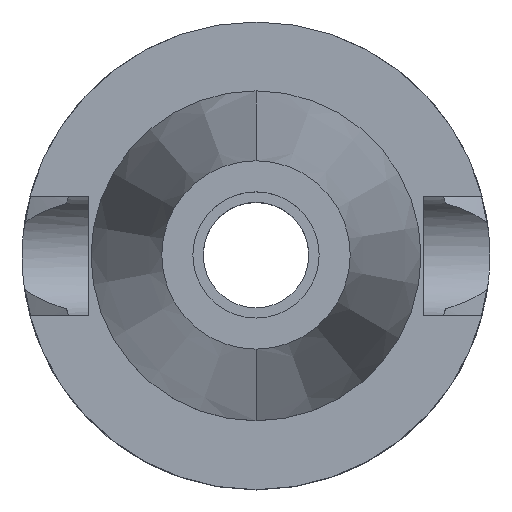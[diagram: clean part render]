
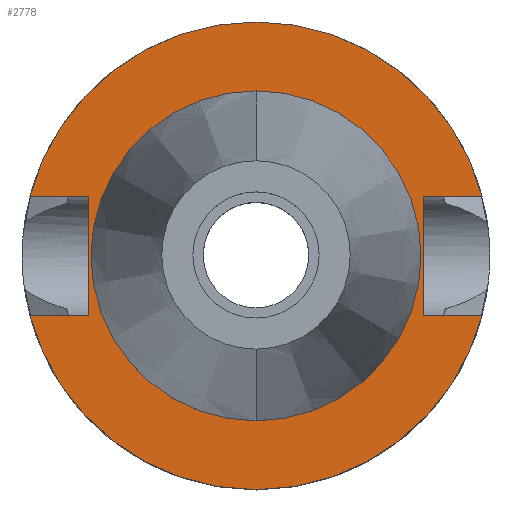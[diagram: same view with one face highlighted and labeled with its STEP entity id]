
A CAD part, top view. The second image highlights one B-rep face of the part: STEP entity #2778.
In plain terms, the highlighted planar face has unit normal (0, 0, 1).
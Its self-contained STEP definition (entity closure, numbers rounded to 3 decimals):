
#94=DIRECTION('',(0.,1.,0.));
#95=VECTOR('',#94,16.1);
#96=CARTESIAN_POINT('',(-22.5,-8.05,-2.));
#97=LINE('',#96,#95);
#101=DIRECTION('',(-1.,0.,0.));
#102=VECTOR('',#101,7.954);
#103=CARTESIAN_POINT('',(-22.5,8.05,-2.));
#104=LINE('',#103,#102);
#108=CARTESIAN_POINT('',(0.,0.,-2.));
#109=DIRECTION('',(0.,0.,-1.));
#110=DIRECTION('',(-0.967,0.256,0.));
#111=AXIS2_PLACEMENT_3D('',#108,#109,#110);
#116=CARTESIAN_POINT('',(0.,0.,-2.));
#117=DIRECTION('',(0.,0.,-1.));
#118=DIRECTION('',(0.,1.,0.));
#119=AXIS2_PLACEMENT_3D('',#116,#117,#118);
#124=DIRECTION('',(0.,-1.,0.));
#125=VECTOR('',#124,16.1);
#126=CARTESIAN_POINT('',(22.5,8.05,-2.));
#127=LINE('',#126,#125);
#131=DIRECTION('',(1.,0.,0.));
#132=VECTOR('',#131,7.954);
#133=CARTESIAN_POINT('',(22.5,-8.05,-2.));
#134=LINE('',#133,#132);
#138=CARTESIAN_POINT('',(0.,0.,-2.));
#139=DIRECTION('',(0.,0.,-1.));
#140=DIRECTION('',(0.967,-0.256,0.));
#141=AXIS2_PLACEMENT_3D('',#138,#139,#140);
#146=CARTESIAN_POINT('',(0.,0.,-2.));
#147=DIRECTION('',(0.,0.,-1.));
#148=DIRECTION('',(0.,-1.,0.));
#149=AXIS2_PLACEMENT_3D('',#146,#147,#148);
#154=CARTESIAN_POINT('',(0.,0.,-2.));
#155=DIRECTION('',(0.,0.,1.));
#156=DIRECTION('',(0.,-1.,0.));
#157=AXIS2_PLACEMENT_3D('',#154,#155,#156);
#162=CARTESIAN_POINT('',(0.,0.,-2.));
#163=DIRECTION('',(0.,0.,1.));
#164=DIRECTION('',(0.,1.,0.));
#165=AXIS2_PLACEMENT_3D('',#162,#163,#164);
#200=DIRECTION('',(-1.,0.,0.));
#201=VECTOR('',#200,7.954);
#202=CARTESIAN_POINT('',(-22.5,-8.05,-2.));
#203=LINE('',#202,#201);
#337=DIRECTION('',(1.,0.,0.));
#338=VECTOR('',#337,7.954);
#339=CARTESIAN_POINT('',(22.5,8.05,-2.));
#340=LINE('',#339,#338);
#2599=CARTESIAN_POINT('',(-22.5,-8.05,-2.));
#2600=VERTEX_POINT('',#2599);
#2601=CARTESIAN_POINT('',(-30.454,-8.05,-2.));
#2602=VERTEX_POINT('',#2601);
#2605=CARTESIAN_POINT('',(-22.5,8.05,-2.));
#2606=VERTEX_POINT('',#2605);
#2607=CARTESIAN_POINT('',(-30.454,8.05,-2.));
#2608=VERTEX_POINT('',#2607);
#2609=CARTESIAN_POINT('',(0.,31.5,-2.));
#2610=CARTESIAN_POINT('',(30.454,8.05,-2.));
#2611=VERTEX_POINT('',#2609);
#2612=VERTEX_POINT('',#2610);
#2613=CARTESIAN_POINT('',(22.5,8.05,-2.));
#2614=VERTEX_POINT('',#2613);
#2615=CARTESIAN_POINT('',(22.5,-8.05,-2.));
#2616=VERTEX_POINT('',#2615);
#2617=CARTESIAN_POINT('',(30.454,-8.05,-2.));
#2618=VERTEX_POINT('',#2617);
#2619=CARTESIAN_POINT('',(0.,-31.5,-2.));
#2620=VERTEX_POINT('',#2619);
#2621=CARTESIAN_POINT('',(0.,-22.225,-2.));
#2622=CARTESIAN_POINT('',(0.,22.225,-2.));
#2623=VERTEX_POINT('',#2621);
#2624=VERTEX_POINT('',#2622);
#2747=CARTESIAN_POINT('',(0.,0.,-2.));
#2748=DIRECTION('',(0.,0.,-1.));
#2749=DIRECTION('',(0.,-1.,0.));
#2750=AXIS2_PLACEMENT_3D('',#2747,#2748,#2749);
#2751=PLANE('',#2750);
#2753=ORIENTED_EDGE('',*,*,#2752,.T.);
#2755=ORIENTED_EDGE('',*,*,#2754,.T.);
#2757=ORIENTED_EDGE('',*,*,#2756,.T.);
#2759=ORIENTED_EDGE('',*,*,#2758,.T.);
#2761=ORIENTED_EDGE('',*,*,#2760,.F.);
#2763=ORIENTED_EDGE('',*,*,#2762,.T.);
#2765=ORIENTED_EDGE('',*,*,#2764,.T.);
#2767=ORIENTED_EDGE('',*,*,#2766,.T.);
#2769=ORIENTED_EDGE('',*,*,#2768,.T.);
#2771=ORIENTED_EDGE('',*,*,#2770,.F.);
#2772=EDGE_LOOP('',(#2753,#2755,#2757,#2759,#2761,#2763,#2765,#2767,#2769,
#2771));
#2773=FACE_OUTER_BOUND('',#2772,.F.);
#2774=ORIENTED_EDGE('',*,*,#2726,.T.);
#2775=ORIENTED_EDGE('',*,*,#2742,.T.);
#2776=EDGE_LOOP('',(#2774,#2775));
#2777=FACE_BOUND('',#2776,.F.);
#112=CIRCLE('',#111,31.5);
#120=CIRCLE('',#119,31.5);
#142=CIRCLE('',#141,31.5);
#150=CIRCLE('',#149,31.5);
#158=CIRCLE('',#157,22.225);
#166=CIRCLE('',#165,22.225);
#2726=EDGE_CURVE('',#2623,#2624,#158,.T.);
#2742=EDGE_CURVE('',#2624,#2623,#166,.T.);
#2752=EDGE_CURVE('',#2600,#2606,#97,.T.);
#2754=EDGE_CURVE('',#2606,#2608,#104,.T.);
#2756=EDGE_CURVE('',#2608,#2611,#112,.T.);
#2758=EDGE_CURVE('',#2611,#2612,#120,.T.);
#2760=EDGE_CURVE('',#2614,#2612,#340,.T.);
#2762=EDGE_CURVE('',#2614,#2616,#127,.T.);
#2764=EDGE_CURVE('',#2616,#2618,#134,.T.);
#2766=EDGE_CURVE('',#2618,#2620,#142,.T.);
#2768=EDGE_CURVE('',#2620,#2602,#150,.T.);
#2770=EDGE_CURVE('',#2600,#2602,#203,.T.);
#2778=ADVANCED_FACE('',(#2773,#2777),#2751,.F.);
